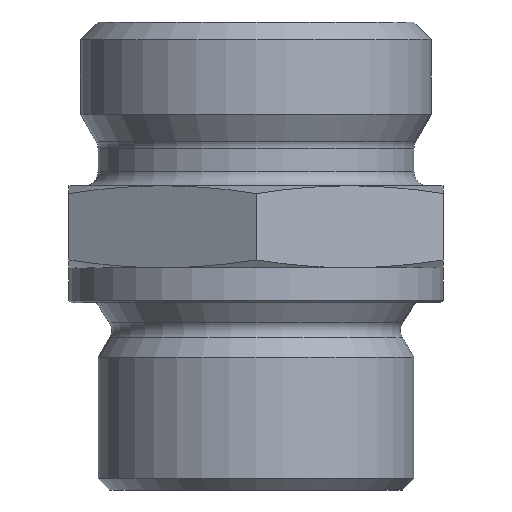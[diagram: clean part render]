
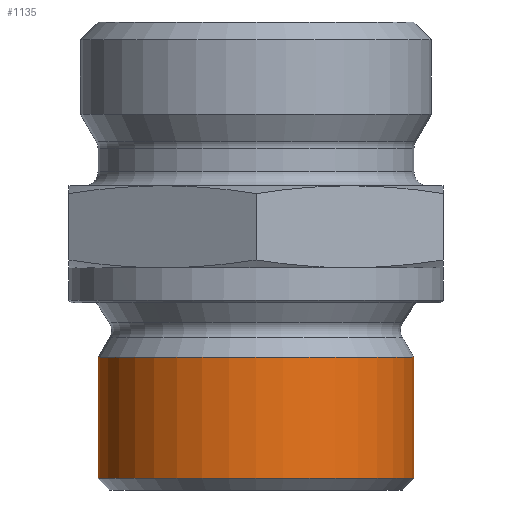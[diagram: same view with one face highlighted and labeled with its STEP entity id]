
A CAD part, front view. The second image highlights one B-rep face of the part: STEP entity #1135.
In plain terms, the highlighted cylindrical face has radius 13.5 mm (diameter 27 mm), a full revolution.
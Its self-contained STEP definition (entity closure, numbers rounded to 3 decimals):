
#1073=CARTESIAN_POINT('',(-13.5,0.,1.0));
#1074=VERTEX_POINT('',#1073);
#1075=CARTESIAN_POINT('',(0.0,0.0,1.0));
#1076=DIRECTION('',(0.0,0.0,-1.0));
#1077=DIRECTION('',(1.0,0.0,0.0));
#1078=AXIS2_PLACEMENT_3D('',#1075,#1076,#1077);
#1079=CIRCLE('',#1078,13.5);
#1080=EDGE_CURVE('',#1074,#1074,#1079,.T.);
#1116=CARTESIAN_POINT('',(0.0,0.0,0.0));
#1117=DIRECTION('',(0.0,0.0,1.0));
#1118=DIRECTION('',(1.0,0.0,0.0));
#1119=AXIS2_PLACEMENT_3D('',#1116,#1117,#1118);
#1120=CYLINDRICAL_SURFACE('',#1119,13.5);
#1121=CARTESIAN_POINT('',(-13.5,0.,11.346));
#1122=VERTEX_POINT('',#1121);
#1123=CARTESIAN_POINT('',(0.0,0.0,11.346));
#1124=DIRECTION('',(0.0,0.0,-1.0));
#1125=DIRECTION('',(1.0,0.0,0.0));
#1126=AXIS2_PLACEMENT_3D('',#1123,#1124,#1125);
#1127=CIRCLE('',#1126,13.5);
#1128=EDGE_CURVE('',#1122,#1122,#1127,.T.);
#1129=ORIENTED_EDGE('',*,*,#1128,.T.);
#1130=EDGE_LOOP('',(#1129));
#1131=FACE_OUTER_BOUND('',#1130,.T.);
#1132=ORIENTED_EDGE('',*,*,#1080,.F.);
#1133=EDGE_LOOP('',(#1132));
#1134=FACE_BOUND('',#1133,.T.);
#1135=ADVANCED_FACE('',(#1131,#1134),#1120,.T.);
